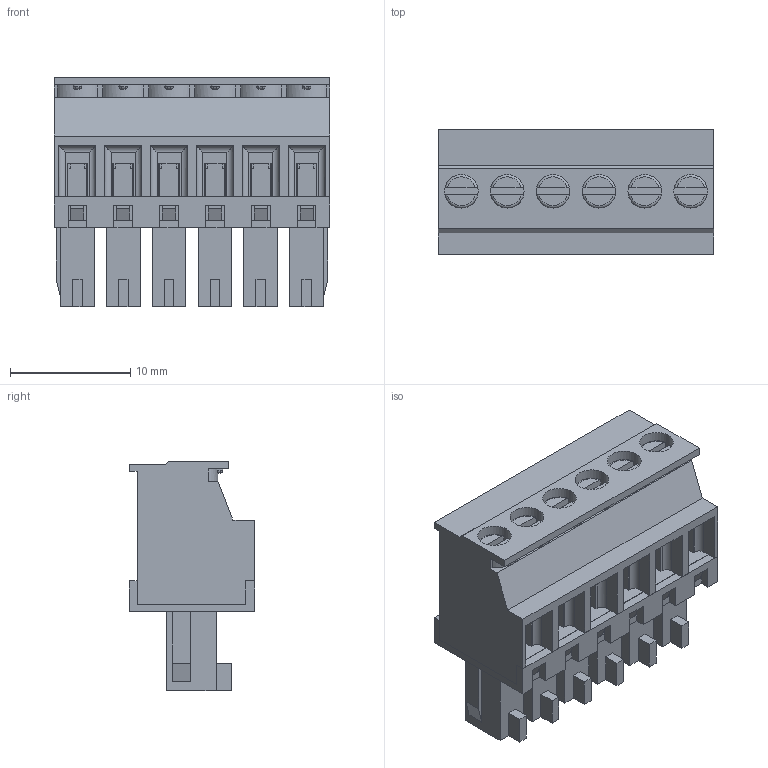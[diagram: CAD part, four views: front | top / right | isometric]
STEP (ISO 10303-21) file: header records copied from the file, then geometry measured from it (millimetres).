
FILE_DESCRIPTION( ( 'Unknown' ), '1' );
FILE_NAME( '691363310006.stp', 'Unknown', ( 'Quentin LAIDEBEUR' ), ( 'WE' ), 'PSStep 15.0.49', 'Sample-box', ' ' );
FILE_SCHEMA( ( 'AUTOMOTIVE_DESIGN { 1 0 10303 214 1 1 1 1 }' ) );
Length unit declared in the file: millimetre
Products named in the file (6): Assem1; 6913613000xx_VISSE; 6913613000xx_CAGE; 6913613000xx; 691361300006; 691361300006_CAPOT
Assembly tree (20 placements, depth 2):
  Assem1
    6913613000xx_VISSE  x6
    6913613000xx_CAGE  x6
    6913613000xx  x6
    691361300006
    691361300006_CAPOT
Bounding box: 22.86 x 10.4 x 19.1 mm (x, y, z)
Volume: 1952.5 mm3; surface area: 6439.4 mm2
Topology: 20 solids, 20 shells, 1278 faces, 3510 edges, 2260 vertices
Faces by surface type: plane 960, cylinder 276, torus 18, cone 12, sphere 12
Full cylindrical faces by diameter (mm): 1.2 x6, 1.75 x6, 1.9 x12, 2.8 x12
Entity records: 30272 total; most frequent: CARTESIAN_POINT 4408, ORIENTED_EDGE 4160, DIRECTION 3846, EDGE_CURVE 2080, LINE 1830, VECTOR 1830, VERTEX_POINT 1356, AXIS2_PLACEMENT_3D 1008
